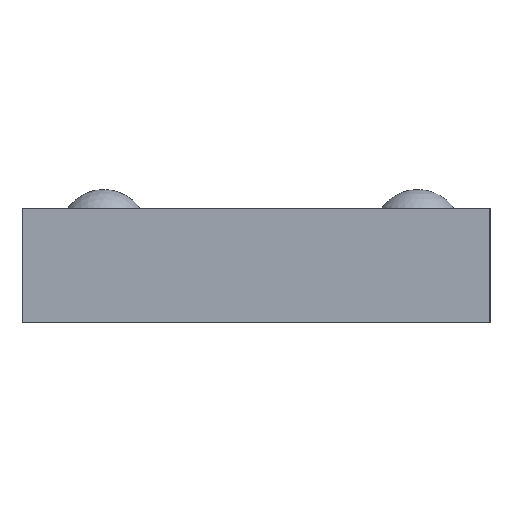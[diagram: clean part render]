
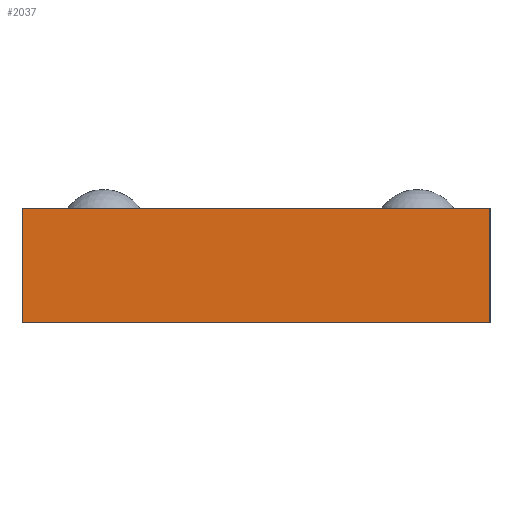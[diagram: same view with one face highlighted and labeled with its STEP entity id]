
A CAD part, left-side view. The second image highlights one B-rep face of the part: STEP entity #2037.
In plain terms, the highlighted planar face has unit normal (-1, 0, 0).
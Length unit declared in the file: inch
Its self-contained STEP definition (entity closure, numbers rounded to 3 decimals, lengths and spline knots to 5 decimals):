
#373 = ORIENTED_EDGE ( 'NONE', *, *, #2756, .T. ) ;
#375 = ORIENTED_EDGE ( 'NONE', *, *, #2754, .F. ) ;
#376 = ORIENTED_EDGE ( 'NONE', *, *, #2760, .F. ) ;
#377 = ORIENTED_EDGE ( 'NONE', *, *, #2761, .T. ) ;
#554 = FACE_OUTER_BOUND ( 'NONE', #686, .T. ) ;
#686 = EDGE_LOOP ( 'NONE', ( #376, #375, #377, #373 ) ) ;
#973 = LINE ( 'NONE', #1044, #1401 ) ;
#975 = LINE ( 'NONE', #1049, #1397 ) ;
#1044 = CARTESIAN_POINT ( 'NONE',  ( -1.17101, 0.90947, -0.04532 ) ) ;
#1045 = DIRECTION ( 'NONE',  ( 0., 0., 1. ) ) ;
#1049 = CARTESIAN_POINT ( 'NONE',  ( -1.17101, -0.07453, -0.04532 ) ) ;
#1050 = DIRECTION ( 'NONE',  ( 0., 0., 1. ) ) ;
#1067 = CARTESIAN_POINT ( 'NONE',  ( -1.17101, -0.07453, 0.19468 ) ) ;
#1068 = DIRECTION ( 'NONE',  ( 0., -1., 0. ) ) ;
#1069 = CARTESIAN_POINT ( 'NONE',  ( -1.17101, -0.07453, -0.04532 ) ) ;
#1070 = DIRECTION ( 'NONE',  ( 0., -1., 0. ) ) ;
#1386 = VECTOR ( 'NONE', #1070, 39.37008 ) ;
#1388 = VECTOR ( 'NONE', #1068, 39.37008 ) ;
#1397 = VECTOR ( 'NONE', #1050, 39.37008 ) ;
#1401 = VECTOR ( 'NONE', #1045, 39.37008 ) ;
#1608 = AXIS2_PLACEMENT_3D ( 'NONE', #2171, #2172, #2173 ) ;
#2037 = ADVANCED_FACE ( 'NONE', ( #554 ), #2170, .T. ) ;
#2099 = VERTEX_POINT ( 'NONE', #2920 ) ;
#2106 = VERTEX_POINT ( 'NONE', #2926 ) ;
#2107 = VERTEX_POINT ( 'NONE', #2927 ) ;
#2112 = VERTEX_POINT ( 'NONE', #2932 ) ;
#2170 = PLANE ( 'NONE',  #1608 ) ;
#2171 = CARTESIAN_POINT ( 'NONE',  ( -1.17101, -0.07453, -0.04532 ) ) ;
#2172 = DIRECTION ( 'NONE',  ( -1., 0., 0. ) ) ;
#2173 = DIRECTION ( 'NONE',  ( 0., 0., 1. ) ) ;
#2518 = LINE ( 'NONE', #1067, #1388 ) ;
#2519 = LINE ( 'NONE', #1069, #1386 ) ;
#2754 = EDGE_CURVE ( 'NONE', #2107, #2106, #973, .T. ) ;
#2756 = EDGE_CURVE ( 'NONE', #2099, #2112, #975, .T. ) ;
#2760 = EDGE_CURVE ( 'NONE', #2106, #2112, #2518, .T. ) ;
#2761 = EDGE_CURVE ( 'NONE', #2107, #2099, #2519, .T. ) ;
#2920 = CARTESIAN_POINT ( 'NONE',  ( -1.17101, -0.07453, -0.04532 ) ) ;
#2926 = CARTESIAN_POINT ( 'NONE',  ( -1.17101, 0.90947, 0.19468 ) ) ;
#2927 = CARTESIAN_POINT ( 'NONE',  ( -1.17101, 0.90947, -0.04532 ) ) ;
#2932 = CARTESIAN_POINT ( 'NONE',  ( -1.17101, -0.07453, 0.19468 ) ) ;
